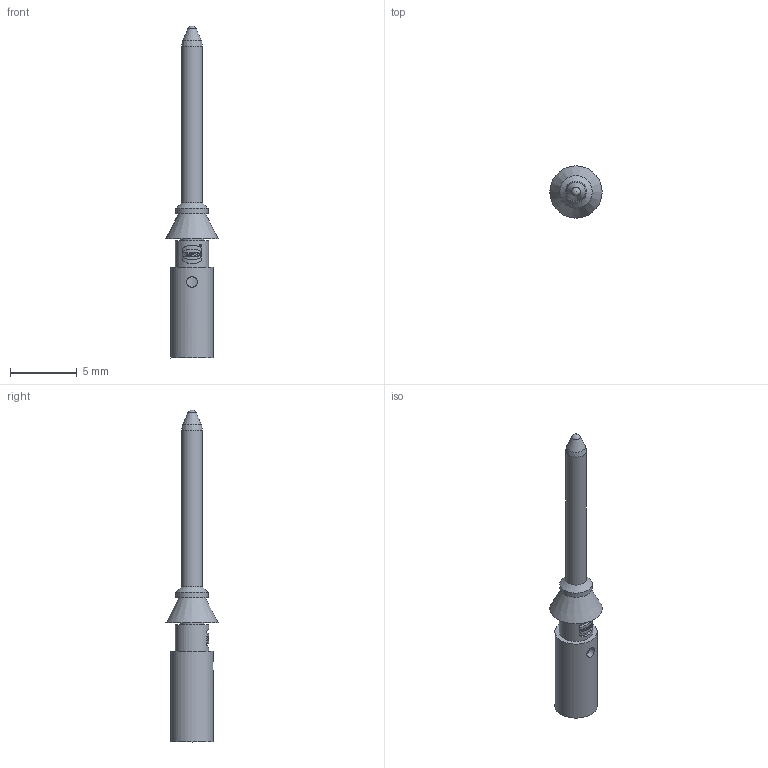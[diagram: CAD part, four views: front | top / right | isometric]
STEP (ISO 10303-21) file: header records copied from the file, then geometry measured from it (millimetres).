
FILE_DESCRIPTION(/* description */ (''),/* implementation_level */ '2;1');
FILE_NAME(/* name */ '100105265ugm000_d.stp',/* time_stamp */ '2022-10-24T13:09:25+02:00',/* author */ (''),/* organization */ (''),/* preprocessor_version */ 'ST-DEVELOPER v16.7',/* originating_system */ 'SIEMENS PLM Software NX 1911',/* authorisation */ '');
FILE_SCHEMA (('AUTOMOTIVE_DESIGN { 1 0 10303 214 3 1 1 1 }'));
Length unit declared in the file: millimetre
Products named in the file (1): 100105265ugm000_d
Bounding box: 3.93 x 3.93 x 24.9 mm (x, y, z)
Volume: 79.3 mm3; surface area: 244.6 mm2
Topology: 1 solids, 1 shells, 122 faces, 306 edges, 202 vertices
Faces by surface type: plane 81, cylinder 32, cone 4, extrusion 2, torus 1, sphere 1, bspline 1
Full cylindrical faces by diameter (mm): 0.159 x1, 0.188 x1, 0.8 x1, 1.57 x1, 1.77 x1, 2.25 x1, 2.43 x1, 2.51 x1, 3.19 x1
Entity records: 5235 total; most frequent: CARTESIAN_POINT 1487, DIRECTION 606, ORIENTED_EDGE 560, EDGE_CURVE 280, AXIS2_PLACEMENT_3D 230, VERTEX_POINT 193, EDGE_LOOP 157, VECTOR 146
